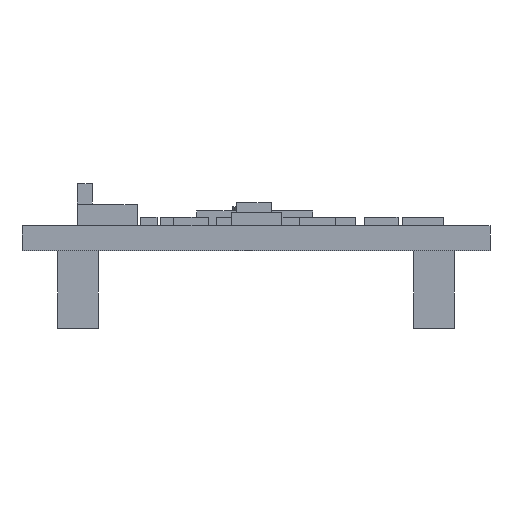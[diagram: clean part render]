
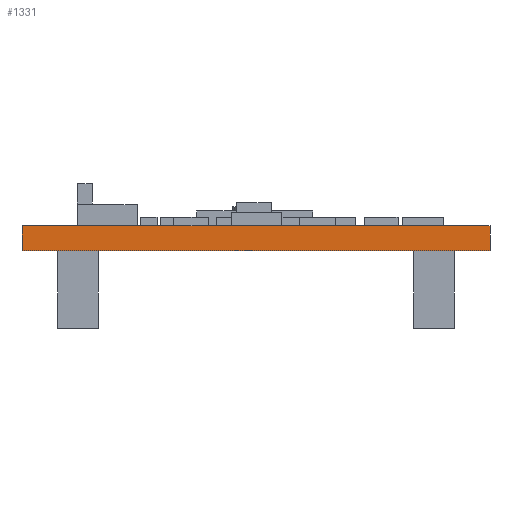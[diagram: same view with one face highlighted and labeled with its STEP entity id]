
A CAD part, front view. The second image highlights one B-rep face of the part: STEP entity #1331.
In plain terms, the highlighted planar face has unit normal (0, -1, 0).
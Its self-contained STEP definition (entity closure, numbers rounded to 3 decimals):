
#917=FACE_OUTER_BOUND('',#4284,.T.);
#1331=ADVANCED_FACE('',(#917),#1794,.F.);
#1794=PLANE('',#8609);
#2134=LINE('',#11073,#2894);
#2140=LINE('',#11381,#2900);
#2147=LINE('',#11471,#2907);
#2148=LINE('',#11472,#2908);
#2894=VECTOR('',#9040,1.);
#2900=VECTOR('',#9410,1.);
#2907=VECTOR('',#9513,1.);
#2908=VECTOR('',#9514,1.);
#4284=EDGE_LOOP('',(#5015,#5016,#5017,#5018));
#5015=ORIENTED_EDGE('',*,*,#7283,.T.);
#5016=ORIENTED_EDGE('',*,*,#7441,.F.);
#5017=ORIENTED_EDGE('',*,*,#7403,.F.);
#5018=ORIENTED_EDGE('',*,*,#7442,.T.);
#6633=VERTEX_POINT('',#11072);
#6634=VERTEX_POINT('',#11074);
#6753=VERTEX_POINT('',#11380);
#6754=VERTEX_POINT('',#11382);
#7283=EDGE_CURVE('',#6634,#6633,#2134,.T.);
#7403=EDGE_CURVE('',#6753,#6754,#2140,.T.);
#7441=EDGE_CURVE('',#6754,#6633,#2147,.T.);
#7442=EDGE_CURVE('',#6753,#6634,#2148,.T.);
#8609=AXIS2_PLACEMENT_3D('',#11473,#9515,#9516);
#9040=DIRECTION('',(1.,0.,0.));
#9410=DIRECTION('',(1.,0.,0.));
#9513=DIRECTION('',(0.,0.,-1.));
#9514=DIRECTION('',(0.,0.,-1.));
#9515=DIRECTION('',(0.,1.,0.));
#9516=DIRECTION('',(0.,0.,1.));
#11072=CARTESIAN_POINT('',(26.825,0.,0.));
#11073=CARTESIAN_POINT('',(0.,0.,0.));
#11074=CARTESIAN_POINT('',(-1.425,0.,0.));
#11380=CARTESIAN_POINT('',(-1.425,0.,1.5));
#11381=CARTESIAN_POINT('',(0.,0.,1.5));
#11382=CARTESIAN_POINT('',(26.825,0.,1.5));
#11471=CARTESIAN_POINT('',(26.825,0.,1.5));
#11472=CARTESIAN_POINT('',(-1.425,0.,1.5));
#11473=CARTESIAN_POINT('',(0.,0.,1.5));
